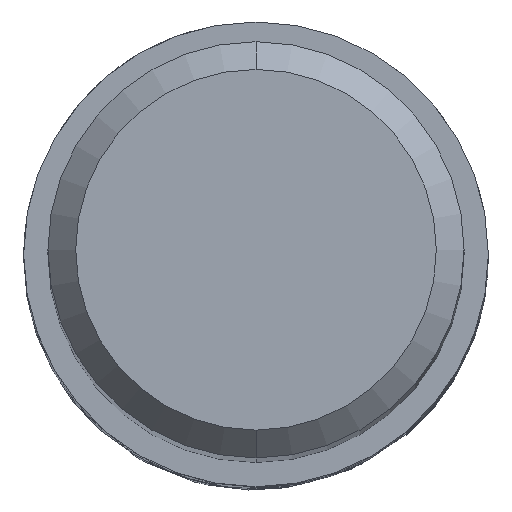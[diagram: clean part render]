
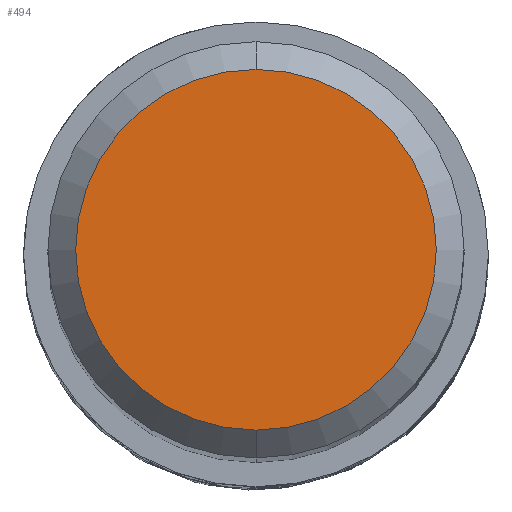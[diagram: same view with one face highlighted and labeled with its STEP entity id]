
A CAD part, top view. The second image highlights one B-rep face of the part: STEP entity #494.
In plain terms, the highlighted planar face has unit normal (0, 0, 1).
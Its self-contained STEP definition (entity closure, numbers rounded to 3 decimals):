
#328=EDGE_CURVE('',#550,#514,#864,.T.);
#494=ADVANCED_FACE('',(#1049),#1050,.T.);
#514=VERTEX_POINT('',#1072);
#550=VERTEX_POINT('',#1110);
#564=EDGE_CURVE('',#514,#550,#1124,.T.);
#864=CIRCLE('',#1535,2.6);
#1049=FACE_OUTER_BOUND('',#2510,.T.);
#1050=PLANE('',#2511);
#1072=CARTESIAN_POINT('',(0.0,2.6,0.0));
#1110=CARTESIAN_POINT('',(0.,-2.6,0.0));
#1124=CIRCLE('',#2703,2.6);
#1535=AXIS2_PLACEMENT_3D('',#4793,#4794,#4795);
#2510=EDGE_LOOP('',(#5051,#5052));
#2511=AXIS2_PLACEMENT_3D('',#5053,#5054,#5055);
#2703=AXIS2_PLACEMENT_3D('',#5109,#5110,#5111);
#4793=CARTESIAN_POINT('',(0.0,0.0,0.0));
#4794=DIRECTION('',(0.0,0.0,-1.0));
#4795=DIRECTION('',(0.0,1.0,0.0));
#5051=ORIENTED_EDGE('',*,*,#564,.F.);
#5052=ORIENTED_EDGE('',*,*,#328,.F.);
#5053=CARTESIAN_POINT('',(0.0,1.3,0.0));
#5054=DIRECTION('',(-0.0,0.0,1.0));
#5055=DIRECTION('',(0.0,-1.0,0.0));
#5109=CARTESIAN_POINT('',(0.0,0.0,0.0));
#5110=DIRECTION('',(0.0,0.0,-1.0));
#5111=DIRECTION('',(0.0,1.0,0.0));
